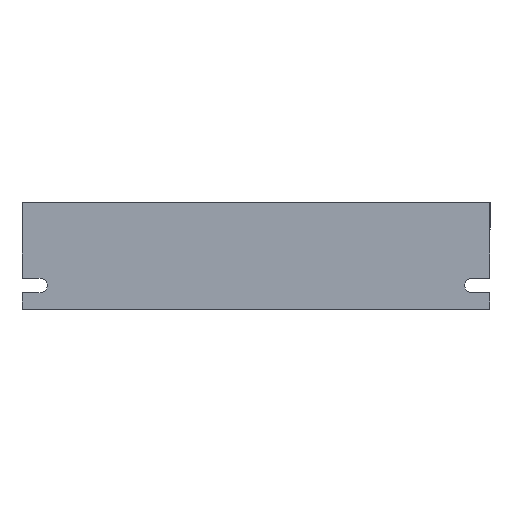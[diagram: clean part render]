
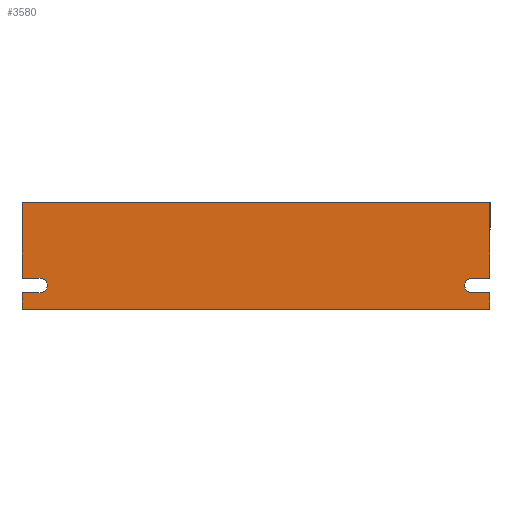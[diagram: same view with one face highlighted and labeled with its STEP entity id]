
A CAD part, left-side view. The second image highlights one B-rep face of the part: STEP entity #3580.
In plain terms, the highlighted planar face has unit normal (-1, 0, 0).
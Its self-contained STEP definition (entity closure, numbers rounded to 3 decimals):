
#20 = DIRECTION ( 'NONE',  ( 1., 0., 0. ) ) ;
#87 = CARTESIAN_POINT ( 'NONE',  ( -40., 71.5, -21. ) ) ;
#380 = ORIENTED_EDGE ( 'NONE', *, *, #1027, .T. ) ;
#520 = DIRECTION ( 'NONE',  ( 0., 1., 0. ) ) ;
#745 = DIRECTION ( 'NONE',  ( 0., 0., -1. ) ) ;
#762 = ORIENTED_EDGE ( 'NONE', *, *, #12642, .F. ) ;
#858 = VERTEX_POINT ( 'NONE', #2372 ) ;
#1027 = EDGE_CURVE ( 'NONE', #5192, #1325, #4140, .T. ) ;
#1096 = LINE ( 'NONE', #4638, #7113 ) ;
#1325 = VERTEX_POINT ( 'NONE', #9321 ) ;
#1565 = AXIS2_PLACEMENT_3D ( 'NONE', #4303, #5677, #7989 ) ;
#1603 = ORIENTED_EDGE ( 'NONE', *, *, #3741, .T. ) ;
#1689 = CARTESIAN_POINT ( 'NONE',  ( -40., 71.5, 11.5 ) ) ;
#1924 = VECTOR ( 'NONE', #7069, 1000. ) ;
#1964 = VERTEX_POINT ( 'NONE', #14361 ) ;
#2042 = CARTESIAN_POINT ( 'NONE',  ( -40., -66., -11.5 ) ) ;
#2372 = CARTESIAN_POINT ( 'NONE',  ( -40., -71.5, -11.5 ) ) ;
#2412 = CARTESIAN_POINT ( 'NONE',  ( -40., 71.5, -11.5 ) ) ;
#2489 = ORIENTED_EDGE ( 'NONE', *, *, #14806, .T. ) ;
#2551 = CARTESIAN_POINT ( 'NONE',  ( -40., 71.5, -11.5 ) ) ;
#2629 = CARTESIAN_POINT ( 'NONE',  ( -40., 66., -16. ) ) ;
#3128 = DIRECTION ( 'NONE',  ( 1., 0., 0. ) ) ;
#3233 = FACE_OUTER_BOUND ( 'NONE', #13174, .T. ) ;
#3273 = VECTOR ( 'NONE', #8936, 1000. ) ;
#3370 = VERTEX_POINT ( 'NONE', #13833 ) ;
#3388 = CARTESIAN_POINT ( 'NONE',  ( -40., -71.5, 3.5 ) ) ;
#3426 = VECTOR ( 'NONE', #520, 1000. ) ;
#3455 = EDGE_CURVE ( 'NONE', #13112, #4176, #13603, .T. ) ;
#3516 = VECTOR ( 'NONE', #8698, 1000. ) ;
#3580 = ADVANCED_FACE ( 'NONE', ( #3233 ), #6867, .F. ) ;
#3741 = EDGE_CURVE ( 'NONE', #1964, #6154, #11949, .T. ) ;
#3819 = CARTESIAN_POINT ( 'NONE',  ( -40., 71.5, 3.5 ) ) ;
#3824 = VERTEX_POINT ( 'NONE', #1689 ) ;
#4140 = CIRCLE ( 'NONE', #1565, 2.25 ) ;
#4176 = VERTEX_POINT ( 'NONE', #2629 ) ;
#4303 = CARTESIAN_POINT ( 'NONE',  ( -40., -66., -13.75 ) ) ;
#4447 = EDGE_CURVE ( 'NONE', #10550, #5192, #1096, .T. ) ;
#4507 = LINE ( 'NONE', #11859, #12574 ) ;
#4638 = CARTESIAN_POINT ( 'NONE',  ( -40., 71.5, -16. ) ) ;
#4699 = ORIENTED_EDGE ( 'NONE', *, *, #9214, .F. ) ;
#4862 = ORIENTED_EDGE ( 'NONE', *, *, #13738, .T. ) ;
#4901 = DIRECTION ( 'NONE',  ( 0., -1., 0. ) ) ;
#5192 = VERTEX_POINT ( 'NONE', #7001 ) ;
#5305 = DIRECTION ( 'NONE',  ( 0., 1., 0. ) ) ;
#5394 = EDGE_CURVE ( 'NONE', #858, #12191, #13731, .T. ) ;
#5515 = CIRCLE ( 'NONE', #5785, 2.25 ) ;
#5677 = DIRECTION ( 'NONE',  ( 1., 0., 0. ) ) ;
#5691 = ORIENTED_EDGE ( 'NONE', *, *, #10595, .F. ) ;
#5785 = AXIS2_PLACEMENT_3D ( 'NONE', #14115, #3128, #15387 ) ;
#5822 = DIRECTION ( 'NONE',  ( 0., 1., 0. ) ) ;
#6067 = VECTOR ( 'NONE', #4901, 1000. ) ;
#6154 = VERTEX_POINT ( 'NONE', #12459 ) ;
#6432 = VERTEX_POINT ( 'NONE', #13074 ) ;
#6863 = LINE ( 'NONE', #11710, #14926 ) ;
#6867 = PLANE ( 'NONE',  #11412 ) ;
#7001 = CARTESIAN_POINT ( 'NONE',  ( -40., -66., -16. ) ) ;
#7069 = DIRECTION ( 'NONE',  ( 0., 0., -1. ) ) ;
#7113 = VECTOR ( 'NONE', #15461, 1000. ) ;
#7430 = LINE ( 'NONE', #3819, #3516 ) ;
#7849 = VECTOR ( 'NONE', #5305, 1000. ) ;
#7902 = CARTESIAN_POINT ( 'NONE',  ( -40., 71.5, -16. ) ) ;
#7989 = DIRECTION ( 'NONE',  ( 0., 1., 0. ) ) ;
#8698 = DIRECTION ( 'NONE',  ( 0., 0., -1. ) ) ;
#8936 = DIRECTION ( 'NONE',  ( 0., -1., 0. ) ) ;
#9114 = ORIENTED_EDGE ( 'NONE', *, *, #5394, .F. ) ;
#9168 = DIRECTION ( 'NONE',  ( 1., 0., 0. ) ) ;
#9214 = EDGE_CURVE ( 'NONE', #6432, #14599, #11560, .T. ) ;
#9321 = CARTESIAN_POINT ( 'NONE',  ( -40., -63.75, -13.75 ) ) ;
#9396 = DIRECTION ( 'NONE',  ( 0., -1., 0. ) ) ;
#9613 = DIRECTION ( 'NONE',  ( 0., 0., -1. ) ) ;
#9874 = EDGE_CURVE ( 'NONE', #1325, #12191, #5515, .T. ) ;
#10263 = CARTESIAN_POINT ( 'NONE',  ( -40., -71.5, -16. ) ) ;
#10550 = VERTEX_POINT ( 'NONE', #10263 ) ;
#10595 = EDGE_CURVE ( 'NONE', #3370, #858, #6863, .T. ) ;
#11402 = CARTESIAN_POINT ( 'NONE',  ( -40., 71.5, -21. ) ) ;
#11412 = AXIS2_PLACEMENT_3D ( 'NONE', #11712, #9168, #5822 ) ;
#11516 = AXIS2_PLACEMENT_3D ( 'NONE', #12171, #20, #13119 ) ;
#11560 = LINE ( 'NONE', #11402, #3426 ) ;
#11710 = CARTESIAN_POINT ( 'NONE',  ( -40., -71.5, 3.5 ) ) ;
#11712 = CARTESIAN_POINT ( 'NONE',  ( -40., 71.5, 3.5 ) ) ;
#11736 = ORIENTED_EDGE ( 'NONE', *, *, #14056, .T. ) ;
#11859 = CARTESIAN_POINT ( 'NONE',  ( -40., 71.5, 11.5 ) ) ;
#11936 = LINE ( 'NONE', #3388, #12667 ) ;
#11949 = LINE ( 'NONE', #2412, #6067 ) ;
#12029 = CIRCLE ( 'NONE', #11516, 2.25 ) ;
#12075 = LINE ( 'NONE', #14277, #1924 ) ;
#12171 = CARTESIAN_POINT ( 'NONE',  ( -40., 66., -13.75 ) ) ;
#12191 = VERTEX_POINT ( 'NONE', #2042 ) ;
#12459 = CARTESIAN_POINT ( 'NONE',  ( -40., 66., -11.5 ) ) ;
#12574 = VECTOR ( 'NONE', #9396, 1000. ) ;
#12599 = ORIENTED_EDGE ( 'NONE', *, *, #14486, .F. ) ;
#12642 = EDGE_CURVE ( 'NONE', #3824, #3370, #4507, .T. ) ;
#12667 = VECTOR ( 'NONE', #9613, 1000. ) ;
#13074 = CARTESIAN_POINT ( 'NONE',  ( -40., -71.5, -21. ) ) ;
#13112 = VERTEX_POINT ( 'NONE', #14817 ) ;
#13119 = DIRECTION ( 'NONE',  ( 0., 1., 0. ) ) ;
#13174 = EDGE_LOOP ( 'NONE', ( #12599, #14827, #380, #14892, #9114, #5691, #762, #2489, #1603, #4862, #13698, #11736, #4699 ) ) ;
#13603 = LINE ( 'NONE', #7902, #3273 ) ;
#13698 = ORIENTED_EDGE ( 'NONE', *, *, #3455, .F. ) ;
#13731 = LINE ( 'NONE', #2551, #7849 ) ;
#13738 = EDGE_CURVE ( 'NONE', #6154, #4176, #12029, .T. ) ;
#13833 = CARTESIAN_POINT ( 'NONE',  ( -40., -71.5, 11.5 ) ) ;
#14056 = EDGE_CURVE ( 'NONE', #13112, #14599, #12075, .T. ) ;
#14115 = CARTESIAN_POINT ( 'NONE',  ( -40., -66., -13.75 ) ) ;
#14277 = CARTESIAN_POINT ( 'NONE',  ( -40., 71.5, 3.5 ) ) ;
#14361 = CARTESIAN_POINT ( 'NONE',  ( -40., 71.5, -11.5 ) ) ;
#14486 = EDGE_CURVE ( 'NONE', #10550, #6432, #11936, .T. ) ;
#14599 = VERTEX_POINT ( 'NONE', #87 ) ;
#14806 = EDGE_CURVE ( 'NONE', #3824, #1964, #7430, .T. ) ;
#14817 = CARTESIAN_POINT ( 'NONE',  ( -40., 71.5, -16. ) ) ;
#14827 = ORIENTED_EDGE ( 'NONE', *, *, #4447, .T. ) ;
#14892 = ORIENTED_EDGE ( 'NONE', *, *, #9874, .T. ) ;
#14926 = VECTOR ( 'NONE', #745, 1000. ) ;
#15387 = DIRECTION ( 'NONE',  ( 0., 1., 0. ) ) ;
#15461 = DIRECTION ( 'NONE',  ( 0., 1., 0. ) ) ;
